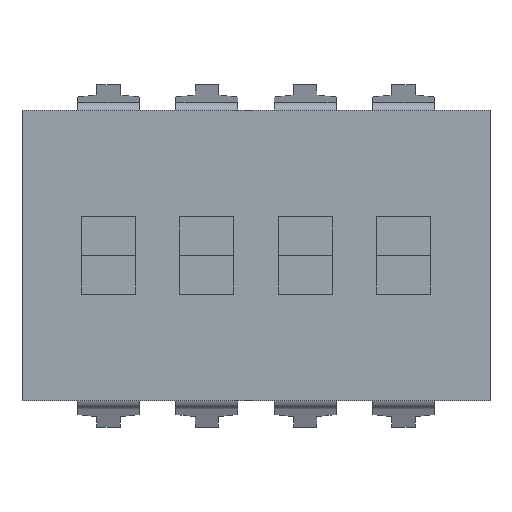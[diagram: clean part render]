
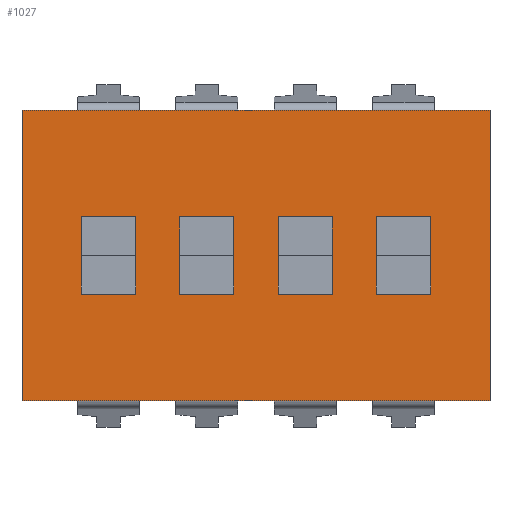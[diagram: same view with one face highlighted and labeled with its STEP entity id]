
A CAD part, top view. The second image highlights one B-rep face of the part: STEP entity #1027.
In plain terms, the highlighted planar face has unit normal (0, 0, 1).
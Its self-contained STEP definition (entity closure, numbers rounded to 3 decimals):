
#507 = EDGE_CURVE('',#508,#510,#512,.T.);
#508 = VERTEX_POINT('',#509);
#509 = CARTESIAN_POINT('',(-2.235,7.56,4.7));
#510 = VERTEX_POINT('',#511);
#511 = CARTESIAN_POINT('',(9.855,7.56,4.7));
#512 = LINE('',#513,#514);
#513 = CARTESIAN_POINT('',(-2.235,7.56,4.7));
#514 = VECTOR('',#515,1.);
#515 = DIRECTION('',(1.,0.,0.));
#555 = VERTEX_POINT('',#556);
#556 = CARTESIAN_POINT('',(-2.235,0.06,4.7));
#562 = EDGE_CURVE('',#555,#508,#563,.T.);
#563 = LINE('',#564,#565);
#564 = CARTESIAN_POINT('',(-2.235,0.06,4.7));
#565 = VECTOR('',#566,1.);
#566 = DIRECTION('',(0.,1.,0.));
#595 = VERTEX_POINT('',#596);
#596 = CARTESIAN_POINT('',(9.855,0.06,4.7));
#602 = EDGE_CURVE('',#595,#510,#603,.T.);
#603 = LINE('',#604,#605);
#604 = CARTESIAN_POINT('',(9.855,0.06,4.7));
#605 = VECTOR('',#606,1.);
#606 = DIRECTION('',(0.,1.,0.));
#1027 = ADVANCED_FACE('',(#1028,#1039,#1089,#1139,#1189),#1239,.T.);
#1028 = FACE_BOUND('',#1029,.T.);
#1029 = EDGE_LOOP('',(#1030,#1036,#1037,#1038));
#1030 = ORIENTED_EDGE('',*,*,#1031,.T.);
#1031 = EDGE_CURVE('',#555,#595,#1032,.T.);
#1032 = LINE('',#1033,#1034);
#1033 = CARTESIAN_POINT('',(-2.235,0.06,4.7));
#1034 = VECTOR('',#1035,1.);
#1035 = DIRECTION('',(1.,0.,0.));
#1036 = ORIENTED_EDGE('',*,*,#602,.T.);
#1037 = ORIENTED_EDGE('',*,*,#507,.F.);
#1038 = ORIENTED_EDGE('',*,*,#562,.F.);
#1039 = FACE_BOUND('',#1040,.T.);
#1040 = EDGE_LOOP('',(#1041,#1051,#1059,#1067,#1075,#1083));
#1041 = ORIENTED_EDGE('',*,*,#1042,.T.);
#1042 = EDGE_CURVE('',#1043,#1045,#1047,.T.);
#1043 = VERTEX_POINT('',#1044);
#1044 = CARTESIAN_POINT('',(5.78,4.81,4.7));
#1045 = VERTEX_POINT('',#1046);
#1046 = CARTESIAN_POINT('',(5.78,3.81,4.7));
#1047 = LINE('',#1048,#1049);
#1048 = CARTESIAN_POINT('',(5.78,2.435,4.7));
#1049 = VECTOR('',#1050,1.);
#1050 = DIRECTION('',(0.,-1.,0.));
#1051 = ORIENTED_EDGE('',*,*,#1052,.T.);
#1052 = EDGE_CURVE('',#1045,#1053,#1055,.T.);
#1053 = VERTEX_POINT('',#1054);
#1054 = CARTESIAN_POINT('',(5.78,2.81,4.7));
#1055 = LINE('',#1056,#1057);
#1056 = CARTESIAN_POINT('',(5.78,2.435,4.7));
#1057 = VECTOR('',#1058,1.);
#1058 = DIRECTION('',(0.,-1.,0.));
#1059 = ORIENTED_EDGE('',*,*,#1060,.T.);
#1060 = EDGE_CURVE('',#1053,#1061,#1063,.T.);
#1061 = VERTEX_POINT('',#1062);
#1062 = CARTESIAN_POINT('',(4.38,2.81,4.7));
#1063 = LINE('',#1064,#1065);
#1064 = CARTESIAN_POINT('',(1.773,2.81,4.7));
#1065 = VECTOR('',#1066,1.);
#1066 = DIRECTION('',(-1.,0.,0.));
#1067 = ORIENTED_EDGE('',*,*,#1068,.T.);
#1068 = EDGE_CURVE('',#1061,#1069,#1071,.T.);
#1069 = VERTEX_POINT('',#1070);
#1070 = CARTESIAN_POINT('',(4.38,3.81,4.7));
#1071 = LINE('',#1072,#1073);
#1072 = CARTESIAN_POINT('',(4.38,1.435,4.7));
#1073 = VECTOR('',#1074,1.);
#1074 = DIRECTION('',(0.,1.,0.));
#1075 = ORIENTED_EDGE('',*,*,#1076,.T.);
#1076 = EDGE_CURVE('',#1069,#1077,#1079,.T.);
#1077 = VERTEX_POINT('',#1078);
#1078 = CARTESIAN_POINT('',(4.38,4.81,4.7));
#1079 = LINE('',#1080,#1081);
#1080 = CARTESIAN_POINT('',(4.38,1.435,4.7));
#1081 = VECTOR('',#1082,1.);
#1082 = DIRECTION('',(0.,1.,0.));
#1083 = ORIENTED_EDGE('',*,*,#1084,.T.);
#1084 = EDGE_CURVE('',#1077,#1043,#1085,.T.);
#1085 = LINE('',#1086,#1087);
#1086 = CARTESIAN_POINT('',(1.073,4.81,4.7));
#1087 = VECTOR('',#1088,1.);
#1088 = DIRECTION('',(1.,0.,0.));
#1089 = FACE_BOUND('',#1090,.T.);
#1090 = EDGE_LOOP('',(#1091,#1101,#1109,#1117,#1125,#1133));
#1091 = ORIENTED_EDGE('',*,*,#1092,.T.);
#1092 = EDGE_CURVE('',#1093,#1095,#1097,.T.);
#1093 = VERTEX_POINT('',#1094);
#1094 = CARTESIAN_POINT('',(3.24,4.81,4.7));
#1095 = VERTEX_POINT('',#1096);
#1096 = CARTESIAN_POINT('',(3.24,3.81,4.7));
#1097 = LINE('',#1098,#1099);
#1098 = CARTESIAN_POINT('',(3.24,2.435,4.7));
#1099 = VECTOR('',#1100,1.);
#1100 = DIRECTION('',(0.,-1.,0.));
#1101 = ORIENTED_EDGE('',*,*,#1102,.T.);
#1102 = EDGE_CURVE('',#1095,#1103,#1105,.T.);
#1103 = VERTEX_POINT('',#1104);
#1104 = CARTESIAN_POINT('',(3.24,2.81,4.7));
#1105 = LINE('',#1106,#1107);
#1106 = CARTESIAN_POINT('',(3.24,2.435,4.7));
#1107 = VECTOR('',#1108,1.);
#1108 = DIRECTION('',(0.,-1.,0.));
#1109 = ORIENTED_EDGE('',*,*,#1110,.T.);
#1110 = EDGE_CURVE('',#1103,#1111,#1113,.T.);
#1111 = VERTEX_POINT('',#1112);
#1112 = CARTESIAN_POINT('',(1.84,2.81,4.7));
#1113 = LINE('',#1114,#1115);
#1114 = CARTESIAN_POINT('',(0.503,2.81,4.7));
#1115 = VECTOR('',#1116,1.);
#1116 = DIRECTION('',(-1.,0.,0.));
#1117 = ORIENTED_EDGE('',*,*,#1118,.T.);
#1118 = EDGE_CURVE('',#1111,#1119,#1121,.T.);
#1119 = VERTEX_POINT('',#1120);
#1120 = CARTESIAN_POINT('',(1.84,3.81,4.7));
#1121 = LINE('',#1122,#1123);
#1122 = CARTESIAN_POINT('',(1.84,1.435,4.7));
#1123 = VECTOR('',#1124,1.);
#1124 = DIRECTION('',(0.,1.,0.));
#1125 = ORIENTED_EDGE('',*,*,#1126,.T.);
#1126 = EDGE_CURVE('',#1119,#1127,#1129,.T.);
#1127 = VERTEX_POINT('',#1128);
#1128 = CARTESIAN_POINT('',(1.84,4.81,4.7));
#1129 = LINE('',#1130,#1131);
#1130 = CARTESIAN_POINT('',(1.84,1.435,4.7));
#1131 = VECTOR('',#1132,1.);
#1132 = DIRECTION('',(0.,1.,0.));
#1133 = ORIENTED_EDGE('',*,*,#1134,.T.);
#1134 = EDGE_CURVE('',#1127,#1093,#1135,.T.);
#1135 = LINE('',#1136,#1137);
#1136 = CARTESIAN_POINT('',(-0.198,4.81,4.7));
#1137 = VECTOR('',#1138,1.);
#1138 = DIRECTION('',(1.,0.,0.));
#1139 = FACE_BOUND('',#1140,.T.);
#1140 = EDGE_LOOP('',(#1141,#1151,#1159,#1167,#1175,#1183));
#1141 = ORIENTED_EDGE('',*,*,#1142,.T.);
#1142 = EDGE_CURVE('',#1143,#1145,#1147,.T.);
#1143 = VERTEX_POINT('',#1144);
#1144 = CARTESIAN_POINT('',(8.32,2.81,4.7));
#1145 = VERTEX_POINT('',#1146);
#1146 = CARTESIAN_POINT('',(6.92,2.81,4.7));
#1147 = LINE('',#1148,#1149);
#1148 = CARTESIAN_POINT('',(3.043,2.81,4.7));
#1149 = VECTOR('',#1150,1.);
#1150 = DIRECTION('',(-1.,0.,0.));
#1151 = ORIENTED_EDGE('',*,*,#1152,.T.);
#1152 = EDGE_CURVE('',#1145,#1153,#1155,.T.);
#1153 = VERTEX_POINT('',#1154);
#1154 = CARTESIAN_POINT('',(6.92,3.81,4.7));
#1155 = LINE('',#1156,#1157);
#1156 = CARTESIAN_POINT('',(6.92,1.435,4.7));
#1157 = VECTOR('',#1158,1.);
#1158 = DIRECTION('',(0.,1.,0.));
#1159 = ORIENTED_EDGE('',*,*,#1160,.T.);
#1160 = EDGE_CURVE('',#1153,#1161,#1163,.T.);
#1161 = VERTEX_POINT('',#1162);
#1162 = CARTESIAN_POINT('',(6.92,4.81,4.7));
#1163 = LINE('',#1164,#1165);
#1164 = CARTESIAN_POINT('',(6.92,1.435,4.7));
#1165 = VECTOR('',#1166,1.);
#1166 = DIRECTION('',(0.,1.,0.));
#1167 = ORIENTED_EDGE('',*,*,#1168,.T.);
#1168 = EDGE_CURVE('',#1161,#1169,#1171,.T.);
#1169 = VERTEX_POINT('',#1170);
#1170 = CARTESIAN_POINT('',(8.32,4.81,4.7));
#1171 = LINE('',#1172,#1173);
#1172 = CARTESIAN_POINT('',(2.343,4.81,4.7));
#1173 = VECTOR('',#1174,1.);
#1174 = DIRECTION('',(1.,0.,0.));
#1175 = ORIENTED_EDGE('',*,*,#1176,.T.);
#1176 = EDGE_CURVE('',#1169,#1177,#1179,.T.);
#1177 = VERTEX_POINT('',#1178);
#1178 = CARTESIAN_POINT('',(8.32,3.81,4.7));
#1179 = LINE('',#1180,#1181);
#1180 = CARTESIAN_POINT('',(8.32,2.435,4.7));
#1181 = VECTOR('',#1182,1.);
#1182 = DIRECTION('',(0.,-1.,0.));
#1183 = ORIENTED_EDGE('',*,*,#1184,.T.);
#1184 = EDGE_CURVE('',#1177,#1143,#1185,.T.);
#1185 = LINE('',#1186,#1187);
#1186 = CARTESIAN_POINT('',(8.32,2.435,4.7));
#1187 = VECTOR('',#1188,1.);
#1188 = DIRECTION('',(0.,-1.,0.));
#1189 = FACE_BOUND('',#1190,.T.);
#1190 = EDGE_LOOP('',(#1191,#1201,#1209,#1217,#1225,#1233));
#1191 = ORIENTED_EDGE('',*,*,#1192,.T.);
#1192 = EDGE_CURVE('',#1193,#1195,#1197,.T.);
#1193 = VERTEX_POINT('',#1194);
#1194 = CARTESIAN_POINT('',(-0.7,2.81,4.7));
#1195 = VERTEX_POINT('',#1196);
#1196 = CARTESIAN_POINT('',(-0.7,3.81,4.7));
#1197 = LINE('',#1198,#1199);
#1198 = CARTESIAN_POINT('',(-0.7,1.435,4.7));
#1199 = VECTOR('',#1200,1.);
#1200 = DIRECTION('',(0.,1.,0.));
#1201 = ORIENTED_EDGE('',*,*,#1202,.T.);
#1202 = EDGE_CURVE('',#1195,#1203,#1205,.T.);
#1203 = VERTEX_POINT('',#1204);
#1204 = CARTESIAN_POINT('',(-0.7,4.81,4.7));
#1205 = LINE('',#1206,#1207);
#1206 = CARTESIAN_POINT('',(-0.7,1.435,4.7));
#1207 = VECTOR('',#1208,1.);
#1208 = DIRECTION('',(0.,1.,0.));
#1209 = ORIENTED_EDGE('',*,*,#1210,.T.);
#1210 = EDGE_CURVE('',#1203,#1211,#1213,.T.);
#1211 = VERTEX_POINT('',#1212);
#1212 = CARTESIAN_POINT('',(0.7,4.81,4.7));
#1213 = LINE('',#1214,#1215);
#1214 = CARTESIAN_POINT('',(-1.468,4.81,4.7));
#1215 = VECTOR('',#1216,1.);
#1216 = DIRECTION('',(1.,0.,0.));
#1217 = ORIENTED_EDGE('',*,*,#1218,.T.);
#1218 = EDGE_CURVE('',#1211,#1219,#1221,.T.);
#1219 = VERTEX_POINT('',#1220);
#1220 = CARTESIAN_POINT('',(0.7,3.81,4.7));
#1221 = LINE('',#1222,#1223);
#1222 = CARTESIAN_POINT('',(0.7,2.435,4.7));
#1223 = VECTOR('',#1224,1.);
#1224 = DIRECTION('',(0.,-1.,0.));
#1225 = ORIENTED_EDGE('',*,*,#1226,.T.);
#1226 = EDGE_CURVE('',#1219,#1227,#1229,.T.);
#1227 = VERTEX_POINT('',#1228);
#1228 = CARTESIAN_POINT('',(0.7,2.81,4.7));
#1229 = LINE('',#1230,#1231);
#1230 = CARTESIAN_POINT('',(0.7,2.435,4.7));
#1231 = VECTOR('',#1232,1.);
#1232 = DIRECTION('',(0.,-1.,0.));
#1233 = ORIENTED_EDGE('',*,*,#1234,.T.);
#1234 = EDGE_CURVE('',#1227,#1193,#1235,.T.);
#1235 = LINE('',#1236,#1237);
#1236 = CARTESIAN_POINT('',(-0.768,2.81,4.7));
#1237 = VECTOR('',#1238,1.);
#1238 = DIRECTION('',(-1.,0.,0.));
#1239 = PLANE('',#1240);
#1240 = AXIS2_PLACEMENT_3D('',#1241,#1242,#1243);
#1241 = CARTESIAN_POINT('',(-2.235,0.06,4.7));
#1242 = DIRECTION('',(0.,0.,1.));
#1243 = DIRECTION('',(0.,1.,0.));
